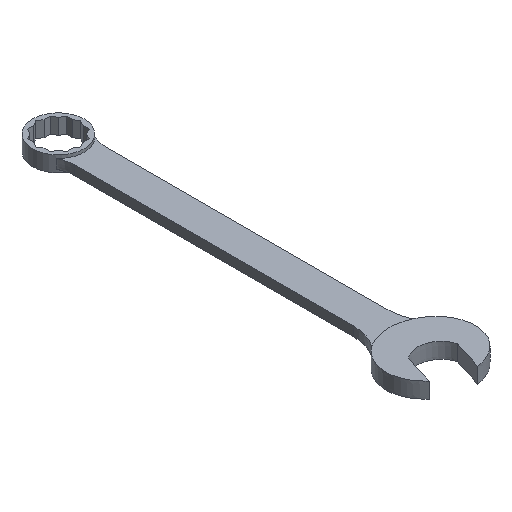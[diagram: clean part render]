
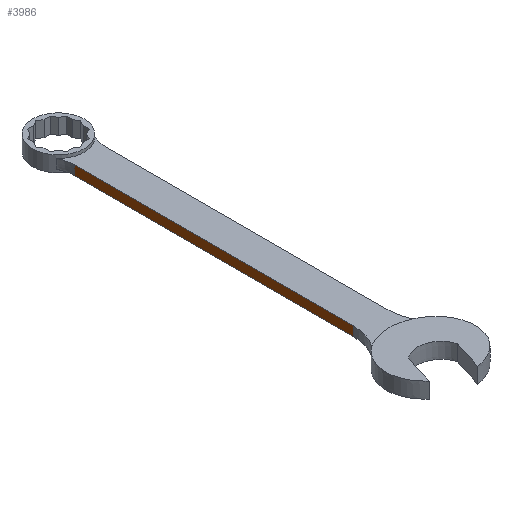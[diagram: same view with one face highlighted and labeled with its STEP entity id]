
A CAD part, isometric view. The second image highlights one B-rep face of the part: STEP entity #3986.
In plain terms, the highlighted planar face has unit normal (-1, 0, 0).
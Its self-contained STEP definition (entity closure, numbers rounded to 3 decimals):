
#97 = PLANE('',#98);
#98 = AXIS2_PLACEMENT_3D('',#99,#100,#101);
#99 = CARTESIAN_POINT('',(19.208,16.671,3.));
#100 = DIRECTION('',(0.,0.,1.));
#101 = DIRECTION('',(1.,0.,0.));
#160 = PLANE('',#161);
#161 = AXIS2_PLACEMENT_3D('',#162,#163,#164);
#162 = CARTESIAN_POINT('',(19.208,16.671,-3.));
#163 = DIRECTION('',(0.,0.,1.));
#164 = DIRECTION('',(1.,0.,0.));
#1809 = VERTEX_POINT('',#1810);
#1810 = CARTESIAN_POINT('',(-10.,219.209,-3.));
#1838 = SURFACE_OF_LINEAR_EXTRUSION('',#1839,#1850);
#1839 = B_SPLINE_CURVE_WITH_KNOTS('',3,(#1840,#1841,#1842,#1843,#1844,
    #1845,#1846,#1847,#1848,#1849),.UNSPECIFIED.,.F.,.F.,(4,1,1,1,1,1,1,
    4),(0.,1.731,3.463,5.193,
    6.924,8.656,10.386,12.118),
  .UNSPECIFIED.);
#1840 = CARTESIAN_POINT('',(-13.562,230.602,-3.));
#1841 = CARTESIAN_POINT('',(-13.233,230.128,-3.));
#1842 = CARTESIAN_POINT('',(-12.616,229.15,-3.));
#1843 = CARTESIAN_POINT('',(-11.823,227.609,-3.));
#1844 = CARTESIAN_POINT('',(-11.163,226.007,-3.));
#1845 = CARTESIAN_POINT('',(-10.647,224.352,-3.));
#1846 = CARTESIAN_POINT('',(-10.274,222.66,-3.));
#1847 = CARTESIAN_POINT('',(-10.05,220.941,-3.));
#1848 = CARTESIAN_POINT('',(-10.,219.786,-3.));
#1849 = CARTESIAN_POINT('',(-10.,219.209,-3.));
#1850 = VECTOR('',#1851,1.);
#1851 = DIRECTION('',(0.,0.,-1.));
#1859 = EDGE_CURVE('',#1809,#1860,#1862,.T.);
#1860 = VERTEX_POINT('',#1861);
#1861 = CARTESIAN_POINT('',(-10.,40.409,-3.));
#1862 = SURFACE_CURVE('',#1863,(#1867,#1874),.PCURVE_S1.);
#1863 = LINE('',#1864,#1865);
#1864 = CARTESIAN_POINT('',(-10.,219.209,-3.));
#1865 = VECTOR('',#1866,1.);
#1866 = DIRECTION('',(0.,-1.,0.));
#1867 = PCURVE('',#160,#1868);
#1868 = DEFINITIONAL_REPRESENTATION('',(#1869),#1873);
#1869 = LINE('',#1870,#1871);
#1870 = CARTESIAN_POINT('',(-29.208,202.538));
#1871 = VECTOR('',#1872,1.);
#1872 = DIRECTION('',(0.,-1.));
#1873 = ( GEOMETRIC_REPRESENTATION_CONTEXT(2) 
PARAMETRIC_REPRESENTATION_CONTEXT() REPRESENTATION_CONTEXT('2D SPACE',''
  ) );
#1874 = PCURVE('',#1875,#1880);
#1875 = PLANE('',#1876);
#1876 = AXIS2_PLACEMENT_3D('',#1877,#1878,#1879);
#1877 = CARTESIAN_POINT('',(-10.,219.209,-3.));
#1878 = DIRECTION('',(1.,0.,0.));
#1879 = DIRECTION('',(0.,-1.,0.));
#1880 = DEFINITIONAL_REPRESENTATION('',(#1881),#1885);
#1881 = LINE('',#1882,#1883);
#1882 = CARTESIAN_POINT('',(0.,0.));
#1883 = VECTOR('',#1884,1.);
#1884 = DIRECTION('',(1.,0.));
#1885 = ( GEOMETRIC_REPRESENTATION_CONTEXT(2) 
PARAMETRIC_REPRESENTATION_CONTEXT() REPRESENTATION_CONTEXT('2D SPACE',''
  ) );
#1925 = SURFACE_OF_LINEAR_EXTRUSION('',#1926,#1942);
#1926 = B_SPLINE_CURVE_WITH_KNOTS('',3,(#1927,#1928,#1929,#1930,#1931,
    #1932,#1933,#1934,#1935,#1936,#1937,#1938,#1939,#1940,#1941),
  .UNSPECIFIED.,.F.,.F.,(4,1,1,1,1,1,1,1,1,1,1,1,4),(0.,
    2.079,4.158,6.238,8.317,
    10.397,12.476,14.556,16.636,
    18.715,20.795,22.873,24.953),
  .UNSPECIFIED.);
#1927 = CARTESIAN_POINT('',(-10.,40.409,-3.));
#1928 = CARTESIAN_POINT('',(-10.,39.716,-3.));
#1929 = CARTESIAN_POINT('',(-10.048,38.329,-3.));
#1930 = CARTESIAN_POINT('',(-10.264,36.26,-3.));
#1931 = CARTESIAN_POINT('',(-10.624,34.21,-3.));
#1932 = CARTESIAN_POINT('',(-11.122,32.189,-3.));
#1933 = CARTESIAN_POINT('',(-11.763,30.209,-3.));
#1934 = CARTESIAN_POINT('',(-12.536,28.277,-3.));
#1935 = CARTESIAN_POINT('',(-13.443,26.404,-3.));
#1936 = CARTESIAN_POINT('',(-14.476,24.597,-3.));
#1937 = CARTESIAN_POINT('',(-15.634,22.868,-3.));
#1938 = CARTESIAN_POINT('',(-16.907,21.222,-3.));
#1939 = CARTESIAN_POINT('',(-18.292,19.668,-3.));
#1940 = CARTESIAN_POINT('',(-19.284,18.699,-3.));
#1941 = CARTESIAN_POINT('',(-19.797,18.232,-3.));
#1942 = VECTOR('',#1943,1.);
#1943 = DIRECTION('',(0.,0.,-1.));
#2258 = VERTEX_POINT('',#2259);
#2259 = CARTESIAN_POINT('',(-10.,219.209,3.));
#2294 = EDGE_CURVE('',#2258,#2295,#2297,.T.);
#2295 = VERTEX_POINT('',#2296);
#2296 = CARTESIAN_POINT('',(-10.,40.409,3.));
#2297 = SURFACE_CURVE('',#2298,(#2302,#2309),.PCURVE_S1.);
#2298 = LINE('',#2299,#2300);
#2299 = CARTESIAN_POINT('',(-10.,219.209,3.));
#2300 = VECTOR('',#2301,1.);
#2301 = DIRECTION('',(0.,-1.,0.));
#2302 = PCURVE('',#97,#2303);
#2303 = DEFINITIONAL_REPRESENTATION('',(#2304),#2308);
#2304 = LINE('',#2305,#2306);
#2305 = CARTESIAN_POINT('',(-29.208,202.538));
#2306 = VECTOR('',#2307,1.);
#2307 = DIRECTION('',(0.,-1.));
#2308 = ( GEOMETRIC_REPRESENTATION_CONTEXT(2) 
PARAMETRIC_REPRESENTATION_CONTEXT() REPRESENTATION_CONTEXT('2D SPACE',''
  ) );
#2309 = PCURVE('',#1875,#2310);
#2310 = DEFINITIONAL_REPRESENTATION('',(#2311),#2315);
#2311 = LINE('',#2312,#2313);
#2312 = CARTESIAN_POINT('',(0.,-6.));
#2313 = VECTOR('',#2314,1.);
#2314 = DIRECTION('',(1.,0.));
#2315 = ( GEOMETRIC_REPRESENTATION_CONTEXT(2) 
PARAMETRIC_REPRESENTATION_CONTEXT() REPRESENTATION_CONTEXT('2D SPACE',''
  ) );
#3964 = EDGE_CURVE('',#1860,#2295,#3965,.T.);
#3965 = SURFACE_CURVE('',#3966,(#3970,#3977),.PCURVE_S1.);
#3966 = LINE('',#3967,#3968);
#3967 = CARTESIAN_POINT('',(-10.,40.409,-3.));
#3968 = VECTOR('',#3969,1.);
#3969 = DIRECTION('',(0.,0.,1.));
#3970 = PCURVE('',#1925,#3971);
#3971 = DEFINITIONAL_REPRESENTATION('',(#3972),#3976);
#3972 = LINE('',#3973,#3974);
#3973 = CARTESIAN_POINT('',(0.,0.));
#3974 = VECTOR('',#3975,1.);
#3975 = DIRECTION('',(0.,-1.));
#3976 = ( GEOMETRIC_REPRESENTATION_CONTEXT(2) 
PARAMETRIC_REPRESENTATION_CONTEXT() REPRESENTATION_CONTEXT('2D SPACE',''
  ) );
#3977 = PCURVE('',#1875,#3978);
#3978 = DEFINITIONAL_REPRESENTATION('',(#3979),#3983);
#3979 = LINE('',#3980,#3981);
#3980 = CARTESIAN_POINT('',(178.8,0.));
#3981 = VECTOR('',#3982,1.);
#3982 = DIRECTION('',(0.,-1.));
#3983 = ( GEOMETRIC_REPRESENTATION_CONTEXT(2) 
PARAMETRIC_REPRESENTATION_CONTEXT() REPRESENTATION_CONTEXT('2D SPACE',''
  ) );
#3986 = ADVANCED_FACE('',(#3987),#1875,.F.);
#3987 = FACE_BOUND('',#3988,.F.);
#3988 = EDGE_LOOP('',(#3989,#4010,#4011,#4012));
#3989 = ORIENTED_EDGE('',*,*,#3990,.T.);
#3990 = EDGE_CURVE('',#1809,#2258,#3991,.T.);
#3991 = SURFACE_CURVE('',#3992,(#3996,#4003),.PCURVE_S1.);
#3992 = LINE('',#3993,#3994);
#3993 = CARTESIAN_POINT('',(-10.,219.209,-3.));
#3994 = VECTOR('',#3995,1.);
#3995 = DIRECTION('',(0.,0.,1.));
#3996 = PCURVE('',#1875,#3997);
#3997 = DEFINITIONAL_REPRESENTATION('',(#3998),#4002);
#3998 = LINE('',#3999,#4000);
#3999 = CARTESIAN_POINT('',(0.,0.));
#4000 = VECTOR('',#4001,1.);
#4001 = DIRECTION('',(0.,-1.));
#4002 = ( GEOMETRIC_REPRESENTATION_CONTEXT(2) 
PARAMETRIC_REPRESENTATION_CONTEXT() REPRESENTATION_CONTEXT('2D SPACE',''
  ) );
#4003 = PCURVE('',#1838,#4004);
#4004 = DEFINITIONAL_REPRESENTATION('',(#4005),#4009);
#4005 = LINE('',#4006,#4007);
#4006 = CARTESIAN_POINT('',(12.118,0.));
#4007 = VECTOR('',#4008,1.);
#4008 = DIRECTION('',(0.,-1.));
#4009 = ( GEOMETRIC_REPRESENTATION_CONTEXT(2) 
PARAMETRIC_REPRESENTATION_CONTEXT() REPRESENTATION_CONTEXT('2D SPACE',''
  ) );
#4010 = ORIENTED_EDGE('',*,*,#2294,.T.);
#4011 = ORIENTED_EDGE('',*,*,#3964,.F.);
#4012 = ORIENTED_EDGE('',*,*,#1859,.F.);
